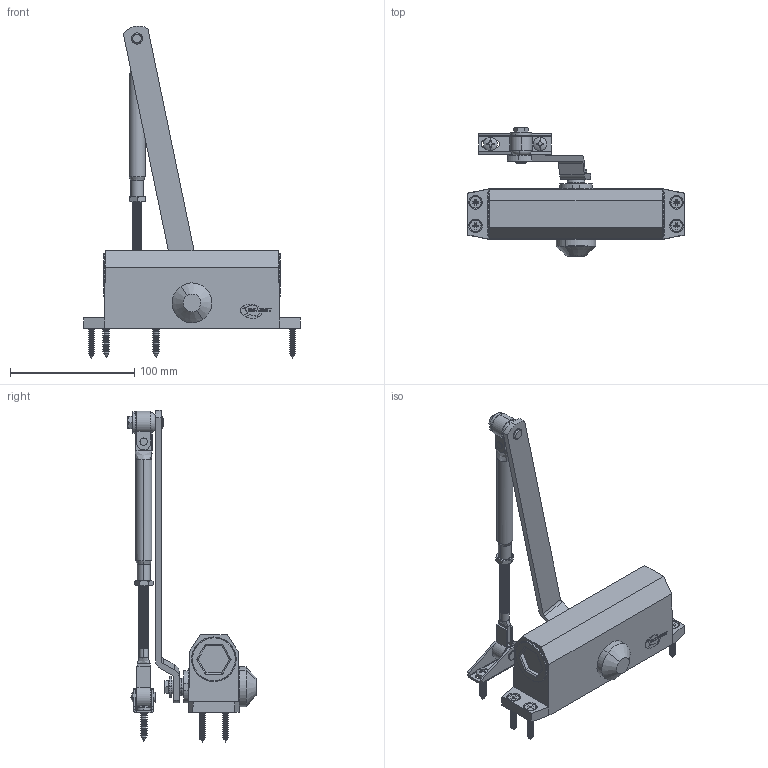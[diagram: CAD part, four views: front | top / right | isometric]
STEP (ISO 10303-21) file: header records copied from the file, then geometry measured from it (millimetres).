
FILE_DESCRIPTION (( 'STEP AP214' ), '1' );
FILE_NAME ('DC01.STEP', '2021-07-30T09:01:38', ( '' ), ( '' ), 'SwSTEP 2.0', 'SolidWorks 2020', '' );
FILE_SCHEMA (( 'AUTOMOTIVE_DESIGN' ));
Length unit declared in the file: millimetre
Products named in the file (15): ISO 1207 - M4 x 8 --- 8N_ISO 1207 - M4 x 8 --- 8N; MP0802-AXIS; DC01; MP0804-ARM 2; MP0803-ARM 1; MP0805-ARM 3; PP0273-END CAP; Hexagon Thin Nut ISO 4035 - M8 - N_Hexagon Thin Nut ISO 4035 - M8 - N; ISO 4017 - M6 x 12-S_ISO 4017 - M6 x 12-S; MP0801-DAMPER; Tapping screw DIN 7982-ST4.8x32-C-H-S_Tapping screw DIN 7982-ST4.8x32-C-H-S; Spring washer DIN 128 - A6_Spring washer DIN 128 - A6; Tapping screw DIN 7049-ST5.5x25-C-H-S_Tapping screw DIN 7049-ST5.5x25-C-H-S; FP0225-WASHER M6; MP0806-FIXING PART
Assembly tree (21 placements, depth 2):
  DC01
    MP0801-DAMPER
    MP0802-AXIS
    MP0803-ARM 1
    MP0804-ARM 2
    MP0805-ARM 3
    MP0806-FIXING PART
    ISO 4017 - M6 x 12-S_ISO 4017 - M6 x 12-S  x2
    FP0225-WASHER M6  x2
    Spring washer DIN 128 - A6_Spring washer DIN 128 - A6
    PP0273-END CAP
    Tapping screw DIN 7982-ST4.8x32-C-H-S_Tapping screw DIN 7982-ST4.8x32-C-H-S  x4
    Tapping screw DIN 7049-ST5.5x25-C-H-S_Tapping screw DIN 7049-ST5.5x25-C-H-S  x2
    Hexagon Thin Nut ISO 4035 - M8 - N_Hexagon Thin Nut ISO 4035 - M8 - N
    ISO 1207 - M4 x 8 --- 8N_ISO 1207 - M4 x 8 --- 8N  x2
Bounding box: 174.4 x 103.22 x 267.48 mm (x, y, z)
Volume: 393002.9 mm3; surface area: 118692.5 mm2
Topology: 26 solids, 26 shells, 2093 faces, 4727 edges, 2728 vertices
Faces by surface type: cone 778, cylinder 673, plane 490, bspline 130, torus 16, sphere 6
Entity records: 46925 total; most frequent: CARTESIAN_POINT 9859, DIRECTION 7099, ORIENTED_EDGE 6838, EDGE_CURVE 3419, AXIS2_PLACEMENT_3D 2586, VERTEX_POINT 2010, LINE 1927, VECTOR 1927
